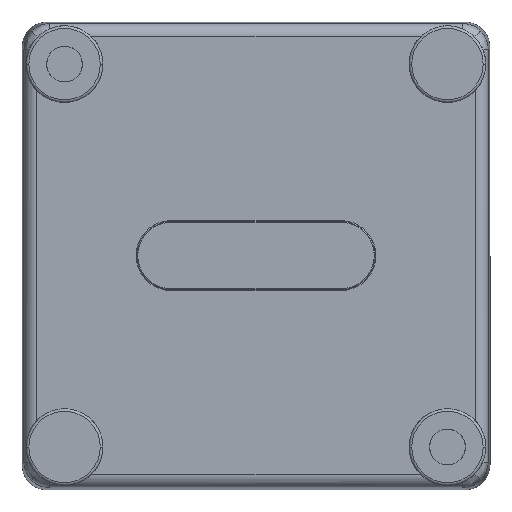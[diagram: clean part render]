
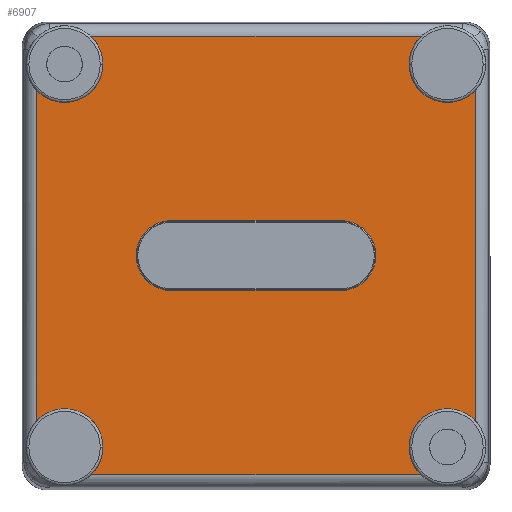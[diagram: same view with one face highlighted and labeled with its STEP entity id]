
A CAD part, top view. The second image highlights one B-rep face of the part: STEP entity #6907.
In plain terms, the highlighted planar face has unit normal (0, 0, 1).
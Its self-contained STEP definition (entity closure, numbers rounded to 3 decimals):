
#3887 = DIRECTION ( 'NONE',  ( 1., 0., 0. ) ) ;
#3888 = DIRECTION ( 'NONE',  ( 0., 0., -1. ) ) ;
#3889 = AXIS2_PLACEMENT_3D ( 'NONE', #3892, #3888, #3887 ) ;
#3892 = CARTESIAN_POINT ( 'NONE',  ( 10., 0., 28. ) ) ;
#3897 = CIRCLE ( 'NONE', #3889, 4.099 ) ;
#3929 = CARTESIAN_POINT ( 'NONE',  ( 14.099, 0., 28. ) ) ;
#3982 = CARTESIAN_POINT ( 'NONE',  ( -25.769, -19.407, 28. ) ) ;
#4017 = CARTESIAN_POINT ( 'NONE',  ( 10., 4.099, 28. ) ) ;
#4282 = AXIS2_PLACEMENT_3D ( 'NONE', #4489, #4488, #4487 ) ;
#4291 = CIRCLE ( 'NONE', #4282, 4.099 ) ;
#4370 = CARTESIAN_POINT ( 'NONE',  ( 18., 22.5, 28. ) ) ;
#4423 = DIRECTION ( 'NONE',  ( 1., 0., 0. ) ) ;
#4424 = DIRECTION ( 'NONE',  ( 0., 0., 1. ) ) ;
#4425 = AXIS2_PLACEMENT_3D ( 'NONE', #4439, #4424, #4423 ) ;
#4426 = CIRCLE ( 'NONE', #4425, 4.5 ) ;
#4438 = CARTESIAN_POINT ( 'NONE',  ( 19.407, 25.769, 28. ) ) ;
#4439 = CARTESIAN_POINT ( 'NONE',  ( 22.5, 22.5, 28. ) ) ;
#4487 = DIRECTION ( 'NONE',  ( 1., 0., 0. ) ) ;
#4488 = DIRECTION ( 'NONE',  ( 0., 0., -1. ) ) ;
#4489 = CARTESIAN_POINT ( 'NONE',  ( 10., 0., 28. ) ) ;
#4491 = CARTESIAN_POINT ( 'NONE',  ( -22.5, -22.5, 28. ) ) ;
#4508 = AXIS2_PLACEMENT_3D ( 'NONE', #4491, #4665, #4664 ) ;
#4514 = DIRECTION ( 'NONE',  ( 1., 0., 0. ) ) ;
#4515 = DIRECTION ( 'NONE',  ( 0., 0., 1. ) ) ;
#4516 = CARTESIAN_POINT ( 'NONE',  ( -25.769, 19.407, 28. ) ) ;
#4527 = DIRECTION ( 'NONE',  ( 1., 0., 0. ) ) ;
#4528 = DIRECTION ( 'NONE',  ( 0., 0., 1. ) ) ;
#4532 = PLANE ( 'NONE',  #4535 ) ;
#4535 = AXIS2_PLACEMENT_3D ( 'NONE', #4536, #4528, #4527 ) ;
#4536 = CARTESIAN_POINT ( 'NONE',  ( -27.5, -27.5, 28. ) ) ;
#4549 = FACE_BOUND ( 'NONE', #6908, .T. ) ;
#4570 = CARTESIAN_POINT ( 'NONE',  ( 18., -22.5, 28. ) ) ;
#4589 = CARTESIAN_POINT ( 'NONE',  ( 10., -4.099, 28. ) ) ;
#4590 = FACE_OUTER_BOUND ( 'NONE', #6935, .T. ) ;
#4595 = CARTESIAN_POINT ( 'NONE',  ( -18., -22.5, 28. ) ) ;
#4610 = CARTESIAN_POINT ( 'NONE',  ( -18., 22.5, 28. ) ) ;
#4619 = AXIS2_PLACEMENT_3D ( 'NONE', #4667, #4515, #4514 ) ;
#4642 = CIRCLE ( 'NONE', #4619, 4.5 ) ;
#4646 = CARTESIAN_POINT ( 'NONE',  ( 19.407, -25.769, 28. ) ) ;
#4648 = DIRECTION ( 'NONE',  ( -1., 0., 0. ) ) ;
#4649 = VECTOR ( 'NONE', #4648, 1000. ) ;
#4658 = CARTESIAN_POINT ( 'NONE',  ( -27.5, -4.099, 28. ) ) ;
#4659 = LINE ( 'NONE', #4658, #4649 ) ;
#4660 = CARTESIAN_POINT ( 'NONE',  ( -10., -4.099, 28. ) ) ;
#4664 = DIRECTION ( 'NONE',  ( 1., 0., 0. ) ) ;
#4665 = DIRECTION ( 'NONE',  ( 0., 0., 1. ) ) ;
#4667 = CARTESIAN_POINT ( 'NONE',  ( 22.5, -22.5, 28. ) ) ;
#4713 = CIRCLE ( 'NONE', #4508, 4.5 ) ;
#4745 = DIRECTION ( 'NONE',  ( 1., 0., 0. ) ) ;
#4746 = DIRECTION ( 'NONE',  ( 0., 0., 1. ) ) ;
#4749 = CIRCLE ( 'NONE', #4836, 4.5 ) ;
#4763 = CARTESIAN_POINT ( 'NONE',  ( -24.256, 25.769, 28. ) ) ;
#4764 = LINE ( 'NONE', #4763, #4788 ) ;
#4765 = CARTESIAN_POINT ( 'NONE',  ( 25.769, -19.407, 28. ) ) ;
#4768 = DIRECTION ( 'NONE',  ( 1., 0., 0. ) ) ;
#4786 = CARTESIAN_POINT ( 'NONE',  ( 25.769, 19.407, 28. ) ) ;
#4787 = DIRECTION ( 'NONE',  ( -1., 0., 0. ) ) ;
#4788 = VECTOR ( 'NONE', #4787, 1000. ) ;
#4789 = DIRECTION ( 'NONE',  ( 1., 0., 0. ) ) ;
#4790 = DIRECTION ( 'NONE',  ( 0., 0., 1. ) ) ;
#4791 = CARTESIAN_POINT ( 'NONE',  ( 22.5, -22.5, 28. ) ) ;
#4794 = DIRECTION ( 'NONE',  ( 1., 0., 0. ) ) ;
#4795 = DIRECTION ( 'NONE',  ( 0., 0., 1. ) ) ;
#4798 = CIRCLE ( 'NONE', #4909, 4.5 ) ;
#4801 = CARTESIAN_POINT ( 'NONE',  ( -19.407, 25.769, 28. ) ) ;
#4836 = AXIS2_PLACEMENT_3D ( 'NONE', #4885, #4746, #4745 ) ;
#4866 = LINE ( 'NONE', #4925, #4878 ) ;
#4873 = CARTESIAN_POINT ( 'NONE',  ( -10., 4.099, 28. ) ) ;
#4878 = VECTOR ( 'NONE', #4924, 1000. ) ;
#4885 = CARTESIAN_POINT ( 'NONE',  ( -22.5, 22.5, 28. ) ) ;
#4909 = AXIS2_PLACEMENT_3D ( 'NONE', #4791, #4790, #4789 ) ;
#4910 = VECTOR ( 'NONE', #4768, 1000. ) ;
#4911 = CARTESIAN_POINT ( 'NONE',  ( 24.256, -25.769, 28. ) ) ;
#4912 = LINE ( 'NONE', #4911, #4910 ) ;
#4917 = AXIS2_PLACEMENT_3D ( 'NONE', #4934, #4933, #4932 ) ;
#4918 = LINE ( 'NONE', #4928, #4927 ) ;
#4923 = CIRCLE ( 'NONE', #4917, 4.5 ) ;
#4924 = DIRECTION ( 'NONE',  ( 0., -1., 0. ) ) ;
#4925 = CARTESIAN_POINT ( 'NONE',  ( -25.769, -24.256, 28. ) ) ;
#4926 = DIRECTION ( 'NONE',  ( 0., 1., 0. ) ) ;
#4927 = VECTOR ( 'NONE', #4926, 1000. ) ;
#4928 = CARTESIAN_POINT ( 'NONE',  ( 25.769, 24.256, 28. ) ) ;
#4932 = DIRECTION ( 'NONE',  ( 1., 0., 0. ) ) ;
#4933 = DIRECTION ( 'NONE',  ( 0., 0., 1. ) ) ;
#4934 = CARTESIAN_POINT ( 'NONE',  ( 22.5, 22.5, 28. ) ) ;
#4935 = CARTESIAN_POINT ( 'NONE',  ( -22.5, 22.5, 28. ) ) ;
#4936 = AXIS2_PLACEMENT_3D ( 'NONE', #4935, #4795, #4794 ) ;
#4937 = CIRCLE ( 'NONE', #4936, 4.5 ) ;
#4963 = CARTESIAN_POINT ( 'NONE',  ( -22.5, -22.5, 28. ) ) ;
#4968 = CIRCLE ( 'NONE', #5003, 4.5 ) ;
#4989 = DIRECTION ( 'NONE',  ( 1., 0., 0. ) ) ;
#4990 = VECTOR ( 'NONE', #4989, 1000. ) ;
#4997 = CARTESIAN_POINT ( 'NONE',  ( -27.5, 4.099, 28. ) ) ;
#4998 = LINE ( 'NONE', #4997, #4990 ) ;
#5001 = DIRECTION ( 'NONE',  ( 1., 0., 0. ) ) ;
#5002 = DIRECTION ( 'NONE',  ( 0., 0., 1. ) ) ;
#5003 = AXIS2_PLACEMENT_3D ( 'NONE', #4963, #5002, #5001 ) ;
#5007 = DIRECTION ( 'NONE',  ( 1., 0., 0. ) ) ;
#5008 = DIRECTION ( 'NONE',  ( 0., 0., -1. ) ) ;
#5009 = CARTESIAN_POINT ( 'NONE',  ( -10., 0., 28. ) ) ;
#5010 = AXIS2_PLACEMENT_3D ( 'NONE', #5009, #5008, #5007 ) ;
#5011 = CIRCLE ( 'NONE', #5010, 4.099 ) ;
#5027 = CARTESIAN_POINT ( 'NONE',  ( -19.407, -25.769, 28. ) ) ;
#6483 = VERTEX_POINT ( 'NONE', #3929 ) ;
#6496 = EDGE_CURVE ( 'NONE', #6534, #6483, #3897, .T. ) ;
#6534 = VERTEX_POINT ( 'NONE', #4017 ) ;
#6566 = VERTEX_POINT ( 'NONE', #3982 ) ;
#6703 = VERTEX_POINT ( 'NONE', #4438 ) ;
#6704 = VERTEX_POINT ( 'NONE', #4370 ) ;
#6708 = EDGE_CURVE ( 'NONE', #6703, #6704, #4426, .T. ) ;
#6764 = EDGE_CURVE ( 'NONE', #6483, #6899, #4291, .T. ) ;
#6792 = EDGE_CURVE ( 'NONE', #6858, #6828, #4642, .T. ) ;
#6804 = VERTEX_POINT ( 'NONE', #4516 ) ;
#6810 = EDGE_CURVE ( 'NONE', #6887, #6566, #4713, .T. ) ;
#6817 = VERTEX_POINT ( 'NONE', #4660 ) ;
#6818 = EDGE_CURVE ( 'NONE', #6899, #6817, #4659, .T. ) ;
#6828 = VERTEX_POINT ( 'NONE', #4646 ) ;
#6858 = VERTEX_POINT ( 'NONE', #4570 ) ;
#6880 = VERTEX_POINT ( 'NONE', #4610 ) ;
#6887 = VERTEX_POINT ( 'NONE', #4595 ) ;
#6898 = ORIENTED_EDGE ( 'NONE', *, *, #6496, .T. ) ;
#6899 = VERTEX_POINT ( 'NONE', #4589 ) ;
#6905 = ORIENTED_EDGE ( 'NONE', *, *, #6818, .T. ) ;
#6906 = ORIENTED_EDGE ( 'NONE', *, *, #6764, .T. ) ;
#6907 = ADVANCED_FACE ( 'NONE', ( #4549, #4590 ), #4532, .T. ) ;
#6908 = EDGE_LOOP ( 'NONE', ( #6898, #6906, #6905, #6918, #6948 ) ) ;
#6918 = ORIENTED_EDGE ( 'NONE', *, *, #7020, .T. ) ;
#6926 = EDGE_CURVE ( 'NONE', #6940, #6945, #4918, .T. ) ;
#6927 = VERTEX_POINT ( 'NONE', #4873 ) ;
#6928 = ORIENTED_EDGE ( 'NONE', *, *, #6939, .F. ) ;
#6929 = EDGE_CURVE ( 'NONE', #6704, #6945, #4923, .T. ) ;
#6930 = EDGE_CURVE ( 'NONE', #6804, #6566, #4866, .T. ) ;
#6931 = ORIENTED_EDGE ( 'NONE', *, *, #7021, .F. ) ;
#6932 = ORIENTED_EDGE ( 'NONE', *, *, #6944, .T. ) ;
#6933 = EDGE_CURVE ( 'NONE', #6880, #6953, #4937, .T. ) ;
#6934 = EDGE_CURVE ( 'NONE', #7022, #6828, #4912, .T. ) ;
#6935 = EDGE_LOOP ( 'NONE', ( #6931, #6946, #6942, #6928, #6949, #7025, #6952, #6932, #6954, #7024, #6950, #7019 ) ) ;
#6939 = EDGE_CURVE ( 'NONE', #6940, #6858, #4798, .T. ) ;
#6940 = VERTEX_POINT ( 'NONE', #4765 ) ;
#6942 = ORIENTED_EDGE ( 'NONE', *, *, #6792, .F. ) ;
#6944 = EDGE_CURVE ( 'NONE', #6703, #6953, #4764, .T. ) ;
#6945 = VERTEX_POINT ( 'NONE', #4786 ) ;
#6946 = ORIENTED_EDGE ( 'NONE', *, *, #6934, .T. ) ;
#6948 = ORIENTED_EDGE ( 'NONE', *, *, #7026, .T. ) ;
#6949 = ORIENTED_EDGE ( 'NONE', *, *, #6926, .T. ) ;
#6950 = ORIENTED_EDGE ( 'NONE', *, *, #6930, .T. ) ;
#6952 = ORIENTED_EDGE ( 'NONE', *, *, #6708, .F. ) ;
#6953 = VERTEX_POINT ( 'NONE', #4801 ) ;
#6954 = ORIENTED_EDGE ( 'NONE', *, *, #6933, .F. ) ;
#6980 = EDGE_CURVE ( 'NONE', #6804, #6880, #4749, .T. ) ;
#7019 = ORIENTED_EDGE ( 'NONE', *, *, #6810, .F. ) ;
#7020 = EDGE_CURVE ( 'NONE', #6817, #6927, #5011, .T. ) ;
#7021 = EDGE_CURVE ( 'NONE', #7022, #6887, #4968, .T. ) ;
#7022 = VERTEX_POINT ( 'NONE', #5027 ) ;
#7024 = ORIENTED_EDGE ( 'NONE', *, *, #6980, .F. ) ;
#7025 = ORIENTED_EDGE ( 'NONE', *, *, #6929, .F. ) ;
#7026 = EDGE_CURVE ( 'NONE', #6927, #6534, #4998, .T. ) ;
